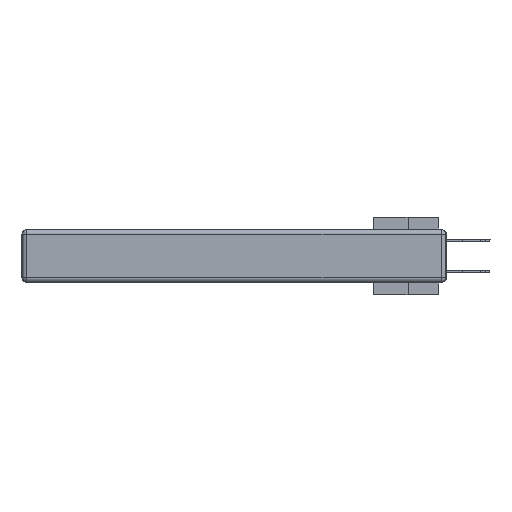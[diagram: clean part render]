
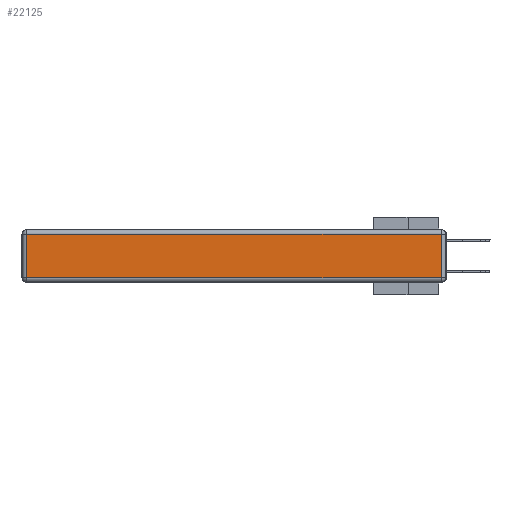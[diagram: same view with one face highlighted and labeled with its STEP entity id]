
A CAD part, left-side view. The second image highlights one B-rep face of the part: STEP entity #22125.
In plain terms, the highlighted planar face has unit normal (-1, 0, 0).
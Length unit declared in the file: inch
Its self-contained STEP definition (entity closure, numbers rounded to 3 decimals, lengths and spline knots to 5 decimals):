
#210 = CARTESIAN_POINT ( 'NONE',  ( 0., 2.72, -0.343 ) ) ;
#716 = AXIS2_PLACEMENT_3D ( 'NONE', #34530, #17978, #28925 ) ;
#2762 = VERTEX_POINT ( 'NONE', #20351 ) ;
#3315 = VERTEX_POINT ( 'NONE', #5683 ) ;
#3989 = PLANE ( 'NONE',  #716 ) ;
#5683 = CARTESIAN_POINT ( 'NONE',  ( 0., 2.72, -0.313 ) ) ;
#5692 = ORIENTED_EDGE ( 'NONE', *, *, #26756, .T. ) ;
#6143 = ORIENTED_EDGE ( 'NONE', *, *, #17135, .T. ) ;
#6595 = FACE_OUTER_BOUND ( 'NONE', #21087, .T. ) ;
#7176 = VERTEX_POINT ( 'NONE', #33989 ) ;
#8369 = CARTESIAN_POINT ( 'NONE',  ( 0., 2.75, -0.03 ) ) ;
#8839 = DIRECTION ( 'NONE',  ( 0., 0., 1. ) ) ;
#8928 = VECTOR ( 'NONE', #15571, 39.37008 ) ;
#9373 = CARTESIAN_POINT ( 'NONE',  ( 0., 0.03, -0.03 ) ) ;
#12794 = CARTESIAN_POINT ( 'NONE',  ( 0., 0., -0.313 ) ) ;
#14132 = CARTESIAN_POINT ( 'NONE',  ( 0., 0.03, -0.343 ) ) ;
#15571 = DIRECTION ( 'NONE',  ( 0., -1., 0. ) ) ;
#16514 = DIRECTION ( 'NONE',  ( 0., 0., -1. ) ) ;
#16601 = ORIENTED_EDGE ( 'NONE', *, *, #18342, .T. ) ;
#17135 = EDGE_CURVE ( 'NONE', #7176, #3315, #23303, .T. ) ;
#17978 = DIRECTION ( 'NONE',  ( -1., 0., 0. ) ) ;
#18342 = EDGE_CURVE ( 'NONE', #2762, #27884, #34376, .T. ) ;
#19256 = ORIENTED_EDGE ( 'NONE', *, *, #32622, .T. ) ;
#19654 = LINE ( 'NONE', #12794, #8928 ) ;
#19779 = VECTOR ( 'NONE', #8839, 39.37008 ) ;
#20351 = CARTESIAN_POINT ( 'NONE',  ( 0., 0.03, -0.313 ) ) ;
#21087 = EDGE_LOOP ( 'NONE', ( #5692, #16601, #19256, #6143 ) ) ;
#21561 = VECTOR ( 'NONE', #22293, 39.37008 ) ;
#22125 = ADVANCED_FACE ( 'NONE', ( #6595 ), #3989, .T. ) ;
#22293 = DIRECTION ( 'NONE',  ( 0., 1., 0. ) ) ;
#23303 = LINE ( 'NONE', #210, #28909 ) ;
#25002 = LINE ( 'NONE', #8369, #21561 ) ;
#26756 = EDGE_CURVE ( 'NONE', #3315, #2762, #19654, .T. ) ;
#27884 = VERTEX_POINT ( 'NONE', #9373 ) ;
#28909 = VECTOR ( 'NONE', #16514, 39.37008 ) ;
#28925 = DIRECTION ( 'NONE',  ( 0., 0., 1. ) ) ;
#32622 = EDGE_CURVE ( 'NONE', #27884, #7176, #25002, .T. ) ;
#33989 = CARTESIAN_POINT ( 'NONE',  ( 0., 2.72, -0.03 ) ) ;
#34376 = LINE ( 'NONE', #14132, #19779 ) ;
#34530 = CARTESIAN_POINT ( 'NONE',  ( 0., 0., -0.343 ) ) ;
